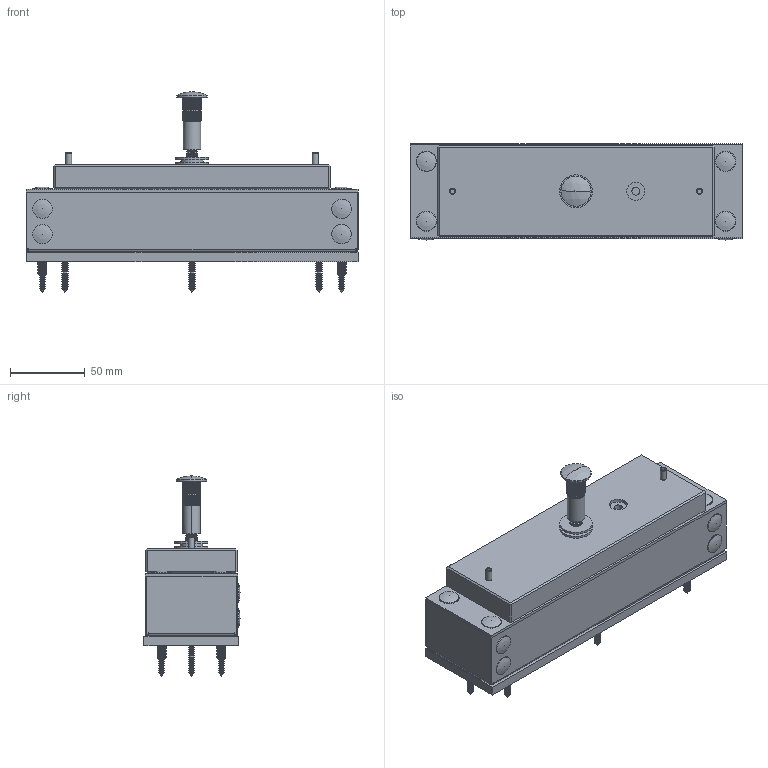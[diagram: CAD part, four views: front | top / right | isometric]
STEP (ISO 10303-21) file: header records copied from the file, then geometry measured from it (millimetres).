
FILE_DESCRIPTION (( 'STEP AP214' ), '1' );
FILE_NAME ('EXT750CTC.step', '2021-07-29T14:18:01', ( '' ), ( '' ), 'SwSTEP 2.0', 'SolidWorks 2020', '' );
FILE_SCHEMA (( 'AUTOMOTIVE_DESIGN' ));
Length unit declared in the file: millimetre
Products named in the file (29): PP0071-CAP-6; PP0071-CAP-4; ISO 4762 M6 x 40 --- 24S-4; Tapping screw DIN 7982-ST4.2x25-C-H-S-3; Group1; PP0071-CAP-3; PP0071-CAP-8; FP0099-WASHER M8-1; Tapping screw DIN 7982-ST4.2x25-C-H-S-7; FP0099-WASHER M8-2; Tapping screw DIN 7982-ST4.2x25-C-H-S-5; FP0100-JOINT M8-1; ISO 4762 M6 x 40 --- 24S-1; ISO 4762 M6 x 40 --- 24S-3; ISO 4762 M6 x 40 --- 24S-2; MP0375-BACK BRACKET-1; PP0071-CAP-1; Tapping screw DIN 7982-ST4.2x25-C-H-S-2; FP0098-MUSHROOM NUT-1; Tapping screw DIN 7982-ST4.2x25-C-H-S-6; FP0097-SCREW LOW PROFILE HEAD M8 x35-1; PP0071-CAP-5; Tapping screw DIN 7982-ST4.2x25-C-H-S-1; Tapping screw DIN 7982-ST4.2x25-C-H-S-8; Tapping screw DIN 7982-ST4.2x25-C-H-S-4; Group2; EXT750CTC; PP0071-CAP-7; PP0071-CAP-2
Assembly tree (28 placements, depth 2):
  EXT750CTC
    Group1
    Group2
    FP0099-WASHER M8-1
    FP0098-MUSHROOM NUT-1
    FP0097-SCREW LOW PROFILE HEAD M8 x35-1
    FP0099-WASHER M8-2
    PP0071-CAP-5
    FP0100-JOINT M8-1
    PP0071-CAP-7
    PP0071-CAP-8
    PP0071-CAP-6
    Tapping screw DIN 7982-ST4.2x25-C-H-S-7
    Tapping screw DIN 7982-ST4.2x25-C-H-S-1
    Tapping screw DIN 7982-ST4.2x25-C-H-S-5
    Tapping screw DIN 7982-ST4.2x25-C-H-S-3
    Tapping screw DIN 7982-ST4.2x25-C-H-S-4
    Tapping screw DIN 7982-ST4.2x25-C-H-S-2
    Tapping screw DIN 7982-ST4.2x25-C-H-S-6
    Tapping screw DIN 7982-ST4.2x25-C-H-S-8
    MP0375-BACK BRACKET-1
    ISO 4762 M6 x 40 --- 24S-1
    ISO 4762 M6 x 40 --- 24S-4
    ISO 4762 M6 x 40 --- 24S-2
    ISO 4762 M6 x 40 --- 24S-3
    PP0071-CAP-1
    PP0071-CAP-2
    PP0071-CAP-3
    PP0071-CAP-4
Bounding box: 222 x 64.25 x 134 mm (x, y, z)
Volume: 842685.9 mm3; surface area: 143666 mm2
Topology: 60 solids, 65 shells, 2486 faces, 5717 edges, 3371 vertices
Faces by surface type: cone 1075, cylinder 894, plane 451, torus 56, sphere 10
Entity records: 74759 total; most frequent: CARTESIAN_POINT 14765, DIRECTION 13257, ORIENTED_EDGE 11322, EDGE_CURVE 5661, AXIS2_PLACEMENT_3D 5283, VERTEX_POINT 3355, CIRCLE 2766, LINE 2691
